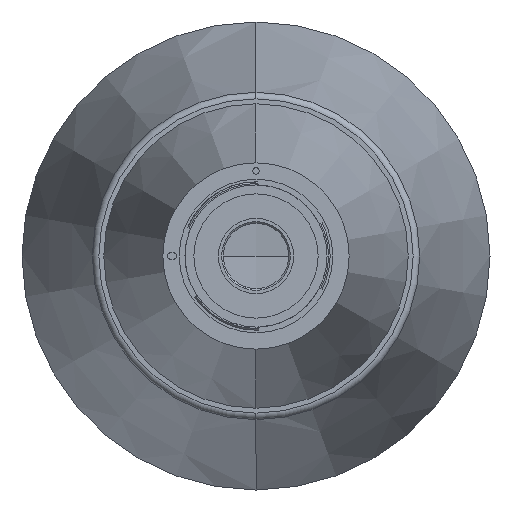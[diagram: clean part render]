
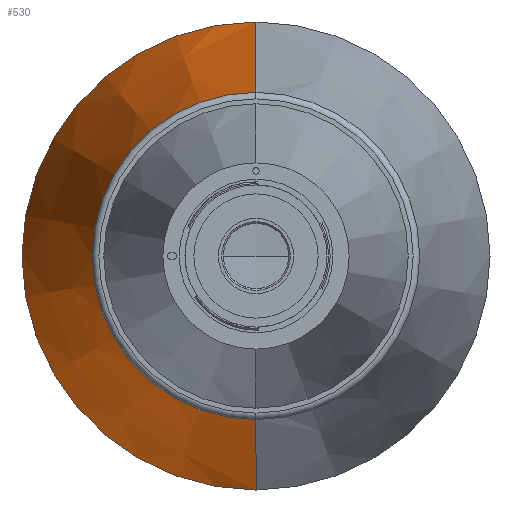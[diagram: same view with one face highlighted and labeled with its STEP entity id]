
A CAD part, left-side view. The second image highlights one B-rep face of the part: STEP entity #530.
In plain terms, the highlighted conical face has half-angle 13.358 degrees and reference radius 50 mm.
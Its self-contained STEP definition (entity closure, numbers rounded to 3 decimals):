
#45 = CARTESIAN_POINT ( 'NONE',  ( 221.941, 0., 0. ) ) ;
#127 = AXIS2_PLACEMENT_3D ( 'NONE', #45, #3411, #538 ) ;
#165 = CARTESIAN_POINT ( 'NONE',  ( 221.941, 0., 50. ) ) ;
#205 = DIRECTION ( 'NONE',  ( 0., 0., 1. ) ) ;
#208 = CIRCLE ( 'NONE', #127, 50. ) ;
#357 = LINE ( 'NONE', #535, #2938 ) ;
#377 = CARTESIAN_POINT ( 'NONE',  ( 312.48, 0., 71.5 ) ) ;
#530 = ADVANCED_FACE ( 'NONE', ( #2054 ), #4974, .T. ) ;
#535 = CARTESIAN_POINT ( 'NONE',  ( 221.941, 0., -50. ) ) ;
#538 = DIRECTION ( 'NONE',  ( 0., 0., 1. ) ) ;
#593 = EDGE_CURVE ( 'NONE', #3677, #3860, #357, .T. ) ;
#1115 = CIRCLE ( 'NONE', #2892, 71.5 ) ;
#1206 = ORIENTED_EDGE ( 'NONE', *, *, #1884, .T. ) ;
#1606 = CARTESIAN_POINT ( 'NONE',  ( 312.48, 0., -71.5 ) ) ;
#1857 = VERTEX_POINT ( 'NONE', #165 ) ;
#1865 = EDGE_CURVE ( 'NONE', #1857, #2959, #3637, .T. ) ;
#1884 = EDGE_CURVE ( 'NONE', #2959, #3860, #1115, .T. ) ;
#2054 = FACE_OUTER_BOUND ( 'NONE', #2593, .T. ) ;
#2117 = CARTESIAN_POINT ( 'NONE',  ( 221.941, 0., 50. ) ) ;
#2398 = VECTOR ( 'NONE', #4850, 1000. ) ;
#2400 = CARTESIAN_POINT ( 'NONE',  ( 221.941, 0., -50. ) ) ;
#2454 = DIRECTION ( 'NONE',  ( 0.973, 0., -0.231 ) ) ;
#2593 = EDGE_LOOP ( 'NONE', ( #3244, #5836, #1206, #5150 ) ) ;
#2892 = AXIS2_PLACEMENT_3D ( 'NONE', #5791, #3093, #205 ) ;
#2938 = VECTOR ( 'NONE', #2454, 1000. ) ;
#2959 = VERTEX_POINT ( 'NONE', #377 ) ;
#2977 = AXIS2_PLACEMENT_3D ( 'NONE', #6007, #5560, #5126 ) ;
#3093 = DIRECTION ( 'NONE',  ( -1., 0., 0. ) ) ;
#3244 = ORIENTED_EDGE ( 'NONE', *, *, #5027, .F. ) ;
#3411 = DIRECTION ( 'NONE',  ( -1., 0., 0. ) ) ;
#3637 = LINE ( 'NONE', #2117, #2398 ) ;
#3677 = VERTEX_POINT ( 'NONE', #2400 ) ;
#3860 = VERTEX_POINT ( 'NONE', #1606 ) ;
#4850 = DIRECTION ( 'NONE',  ( 0.973, 0., 0.231 ) ) ;
#4974 = CONICAL_SURFACE ( 'NONE', #2977, 50., 0.233 ) ;
#5027 = EDGE_CURVE ( 'NONE', #1857, #3677, #208, .T. ) ;
#5126 = DIRECTION ( 'NONE',  ( 0., 0., -1. ) ) ;
#5150 = ORIENTED_EDGE ( 'NONE', *, *, #593, .F. ) ;
#5560 = DIRECTION ( 'NONE',  ( 1., 0., 0. ) ) ;
#5791 = CARTESIAN_POINT ( 'NONE',  ( 312.48, 0., 0. ) ) ;
#5836 = ORIENTED_EDGE ( 'NONE', *, *, #1865, .T. ) ;
#6007 = CARTESIAN_POINT ( 'NONE',  ( 221.941, 0., 0. ) ) ;
